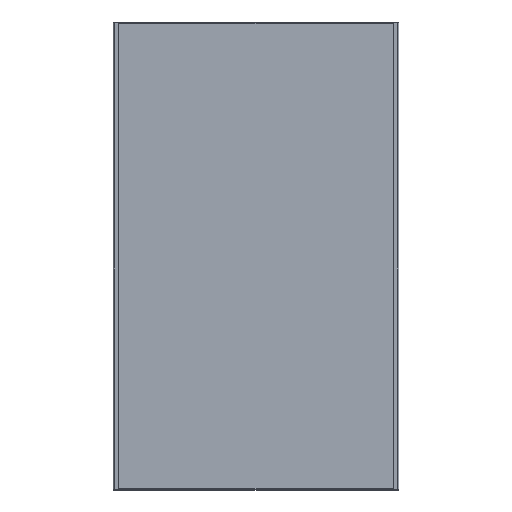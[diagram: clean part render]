
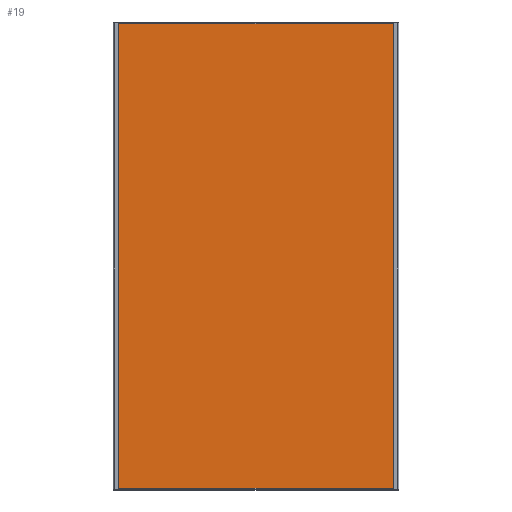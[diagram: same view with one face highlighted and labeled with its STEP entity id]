
A CAD part, top view. The second image highlights one B-rep face of the part: STEP entity #19.
In plain terms, the highlighted planar face has unit normal (0, 0, 1).
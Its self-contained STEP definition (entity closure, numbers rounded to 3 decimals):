
#16 = DIRECTION ( 'NONE',  ( 0., 1., 0. ) ) ;
#19 = ADVANCED_FACE ( 'NONE', ( #104 ), #1865, .T. ) ;
#98 = CARTESIAN_POINT ( 'NONE',  ( 544., 894., 0. ) ) ;
#100 = EDGE_CURVE ( 'NONE', #2599, #2653, #438, .T. ) ;
#104 = FACE_OUTER_BOUND ( 'NONE', #1601, .T. ) ;
#142 = VECTOR ( 'NONE', #252, 1000. ) ;
#199 = LINE ( 'NONE', #2155, #2361 ) ;
#252 = DIRECTION ( 'NONE',  ( 0., -1., 0. ) ) ;
#438 = LINE ( 'NONE', #2438, #2258 ) ;
#489 = VECTOR ( 'NONE', #16, 1000. ) ;
#503 = EDGE_CURVE ( 'NONE', #2810, #873, #199, .T. ) ;
#645 = CARTESIAN_POINT ( 'NONE',  ( -544., -894., 0. ) ) ;
#807 = CARTESIAN_POINT ( 'NONE',  ( 0., 0., 0. ) ) ;
#873 = VERTEX_POINT ( 'NONE', #98 ) ;
#1014 = CARTESIAN_POINT ( 'NONE',  ( -544., -896.929, 0. ) ) ;
#1073 = CARTESIAN_POINT ( 'NONE',  ( 544., -894., 0. ) ) ;
#1211 = DIRECTION ( 'NONE',  ( 1., 0., 0. ) ) ;
#1245 = ORIENTED_EDGE ( 'NONE', *, *, #100, .F. ) ;
#1405 = EDGE_CURVE ( 'NONE', #873, #2599, #2957, .T. ) ;
#1601 = EDGE_LOOP ( 'NONE', ( #2964, #1245, #2505, #1908 ) ) ;
#1707 = DIRECTION ( 'NONE',  ( -1., 0., 0. ) ) ;
#1788 = EDGE_CURVE ( 'NONE', #2653, #2810, #3002, .T. ) ;
#1865 = PLANE ( 'NONE',  #2973 ) ;
#1908 = ORIENTED_EDGE ( 'NONE', *, *, #503, .F. ) ;
#2155 = CARTESIAN_POINT ( 'NONE',  ( -546.929, 894., 0. ) ) ;
#2258 = VECTOR ( 'NONE', #1707, 1000. ) ;
#2361 = VECTOR ( 'NONE', #1211, 1000. ) ;
#2438 = CARTESIAN_POINT ( 'NONE',  ( 546.929, -894., 0. ) ) ;
#2505 = ORIENTED_EDGE ( 'NONE', *, *, #1405, .F. ) ;
#2536 = DIRECTION ( 'NONE',  ( 0., 0., 1. ) ) ;
#2599 = VERTEX_POINT ( 'NONE', #1073 ) ;
#2653 = VERTEX_POINT ( 'NONE', #645 ) ;
#2726 = CARTESIAN_POINT ( 'NONE',  ( -544., 894., 0. ) ) ;
#2810 = VERTEX_POINT ( 'NONE', #2726 ) ;
#2957 = LINE ( 'NONE', #2976, #142 ) ;
#2964 = ORIENTED_EDGE ( 'NONE', *, *, #1788, .F. ) ;
#2973 = AXIS2_PLACEMENT_3D ( 'NONE', #807, #2536, #3077 ) ;
#2976 = CARTESIAN_POINT ( 'NONE',  ( 544., 896.929, 0. ) ) ;
#3002 = LINE ( 'NONE', #1014, #489 ) ;
#3077 = DIRECTION ( 'NONE',  ( 1., 0., 0. ) ) ;
